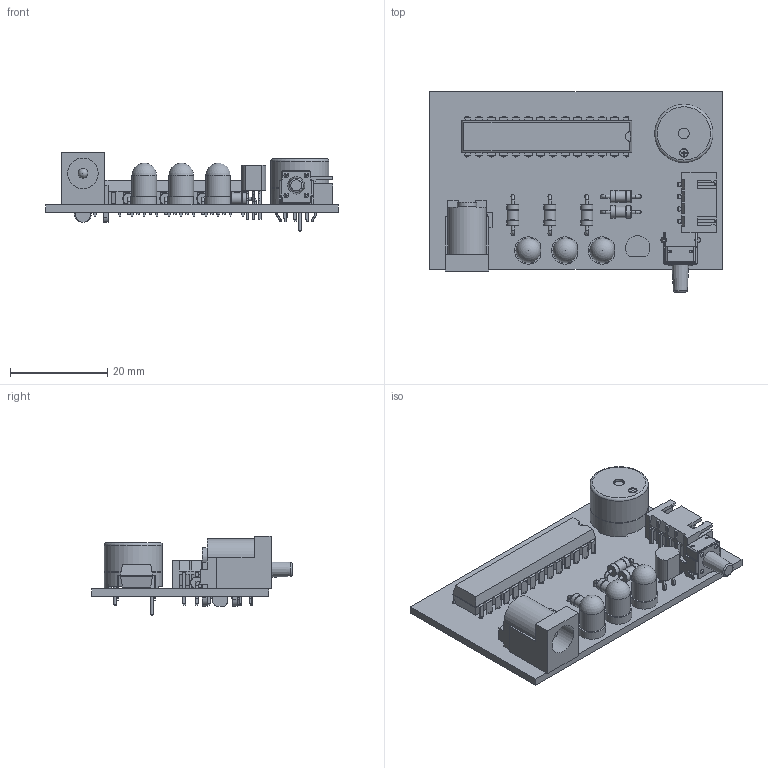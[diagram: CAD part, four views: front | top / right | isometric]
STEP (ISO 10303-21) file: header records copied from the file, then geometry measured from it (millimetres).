
FILE_DESCRIPTION(/* description */ (''),/* implementation_level */ '2;1');
FILE_NAME(/* name */ '039fcfcf-963f-4eed-ba80-58b7ed638e2e.zip.stp',/* time_stamp */ '2021-09-22T19:22:29+00:00',/* author */ (''),/* organization */ (''),/* preprocessor_version */ 'ST-DEVELOPER v18.1',/* originating_system */ 'Autodesk Translation Framework v10.10.0.1391',/* authorisation */ '');
FILE_SCHEMA (('AUTOMOTIVE_DESIGN { 1 0 10303 214 3 1 1 }'));
Length unit declared in the file: millimetre
Products named in the file (17): Projeto1; Board; Packages; TO-92; DIP28; TACTILE_SWITCH_PTH_RIGHT_ANGLE_KIT; LED5MM; LED5MM (1); LED5MM (2); F/CM12P; DCJ0202; 0204/7; 0204/7 (1); 0204/7 (2); 0204/7 (3); 0204/7 (4); 04PA
Assembly tree (16 placements, depth 3):
  Projeto1
    Board
    Packages
      TO-92
      DIP28
      TACTILE_SWITCH_PTH_RIGHT_ANGLE_KIT
      LED5MM
      LED5MM (1)
      LED5MM (2)
      F/CM12P
      DCJ0202
      0204/7
      0204/7 (1)
      0204/7 (2)
      0204/7 (3)
      0204/7 (4)
      04PA
Bounding box: 60.3 x 41.25 x 16.3 mm (x, y, z)
Volume: 7456.8 mm3; surface area: 10045 mm2
Topology: 18 solids, 38 shells, 1600 faces, 3913 edges, 2453 vertices
Faces by surface type: plane 914, cylinder 389, torus 182, bspline 80, sphere 32, cone 3
Full cylindrical faces by diameter (mm): 0.6 x2, 0.63 x20, 0.7 x3, 0.8 x2, 0.813 x44, 0.914 x4, 0.94 x4, 0.96 x4, 1.016 x2, 1.2 x2, 1.648 x1, 1.794 x1, 2 x1, 2.2 x1, 2.375 x5, 2.5 x10, 3.55 x1, 5.085 x3, 6.3 x1, 8.5 x1, 11.5 x1, 12 x2
Entity records: 50760 total; most frequent: CARTESIAN_POINT 10727, DIRECTION 7972, ORIENTED_EDGE 7818, EDGE_CURVE 3909, LINE 2672, VECTOR 2672, AXIS2_PLACEMENT_3D 2650, VERTEX_POINT 2453
